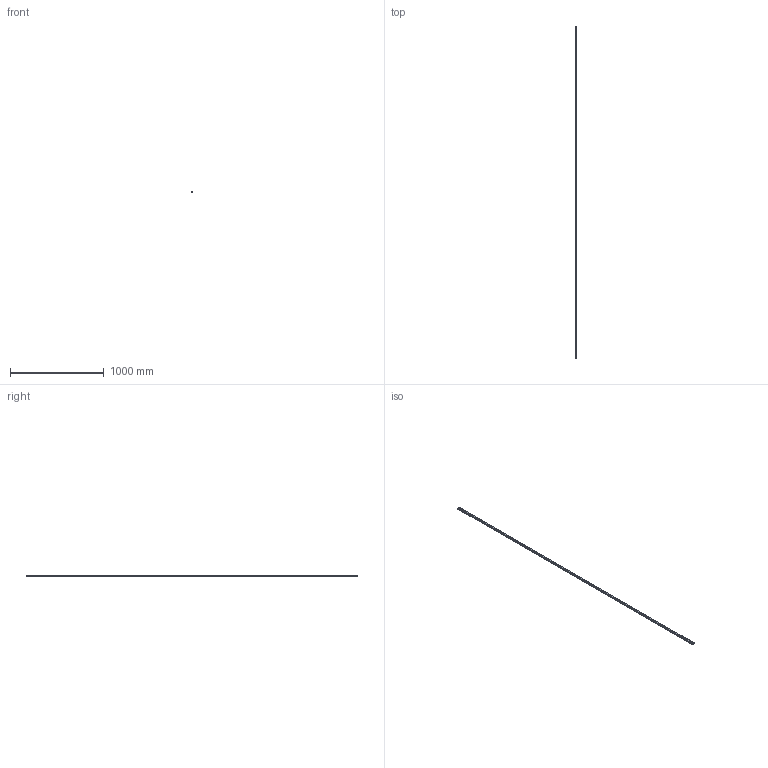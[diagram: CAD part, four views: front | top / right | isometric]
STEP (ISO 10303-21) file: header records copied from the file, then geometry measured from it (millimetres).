
FILE_DESCRIPTION(('STEP AP214'),'1');
FILE_NAME('cctmp_AA74EF25-698A-4BDF-8C72-599F369A472A_2021_01_22_13_39_11_0524..stp','2021-01-22T12:39:11',('HIWIN GmbH'),('CADClick - www.CADClick.com'),'Spatial InterOp 3D',' ','unknown authorization');
FILE_SCHEMA(('AUTOMOTIVE_DESIGN'));
Length unit declared in the file: millimetre
Products named in the file (1): HGR20T3540C_FILE
Bounding box: 20 x 3540 x 17.5 mm (x, y, z)
Volume: 1045545.7 mm3; surface area: 282026.3 mm2
Topology: 1 solids, 1 shells, 343 faces, 893 edges, 497 vertices
Faces by surface type: cylinder 140, cone 118, plane 85
Entity records: 12345 total; most frequent: DIRECTION 1743, CARTESIAN_POINT 1616, ORIENTED_EDGE 1550, EDGE_CURVE 775, AXIS2_PLACEMENT_3D 624, VERTEX_POINT 497, LINE 495, VECTOR 495
